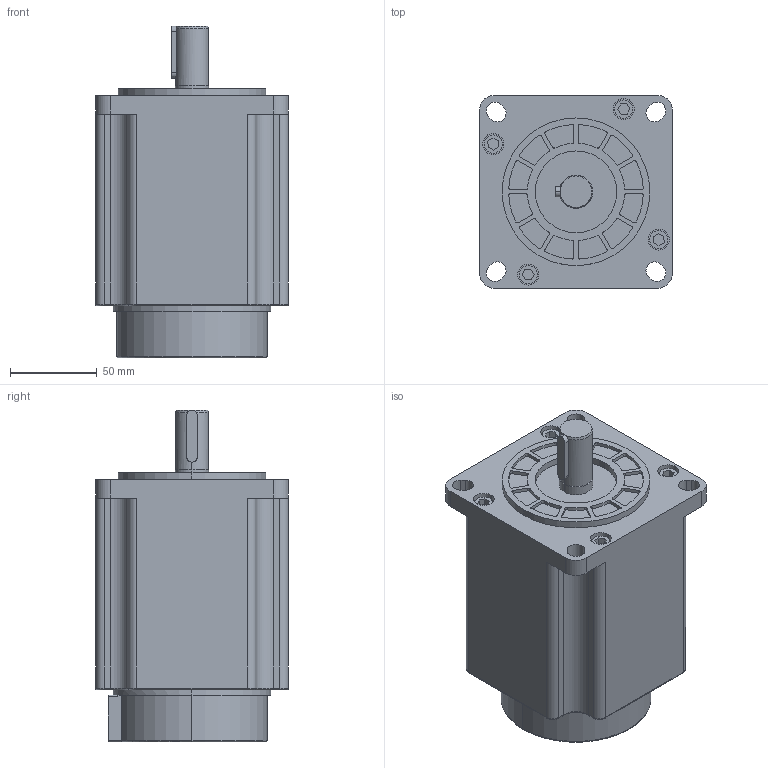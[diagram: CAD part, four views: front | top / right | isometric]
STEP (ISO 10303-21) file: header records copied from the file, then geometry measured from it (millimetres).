
FILE_DESCRIPTION (( 'STEP AP214' ), '1' );
FILE_NAME ('FHB31115步进电机护罩 腰子孔.STEP', '2024-05-09T06:56:50', ( '' ), ( '' ), 'SwSTEP 2.0', 'SolidWorks 2016', '' );
FILE_SCHEMA (( 'AUTOMOTIVE_DESIGN' ));
Length unit declared in the file: millimetre
Products named in the file (1): FHB31115步进电机护罩 腰子孔
Bounding box: 111 x 111 x 191 mm (x, y, z)
Volume: 1538171.9 mm3; surface area: 91295.4 mm2
Topology: 1 solids, 1 shells, 288 faces, 738 edges, 480 vertices
Faces by surface type: cylinder 159, plane 110, torus 15, cone 4
Entity records: 8951 total; most frequent: DIRECTION 1637, CARTESIAN_POINT 1603, ORIENTED_EDGE 1476, EDGE_CURVE 738, AXIS2_PLACEMENT_3D 620, VERTEX_POINT 480, VECTOR 397, LINE 397
